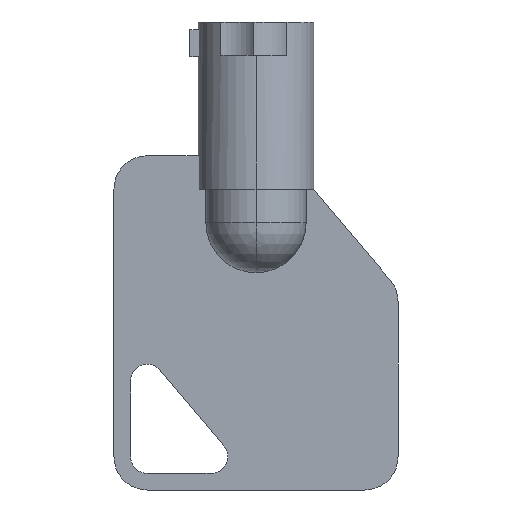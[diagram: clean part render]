
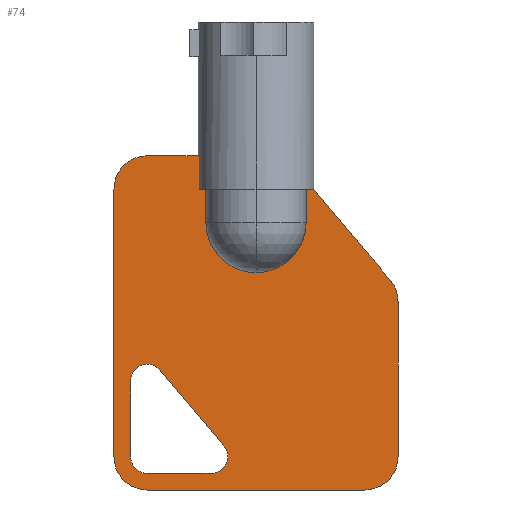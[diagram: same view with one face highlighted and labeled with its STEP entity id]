
A CAD part, front view. The second image highlights one B-rep face of the part: STEP entity #74.
In plain terms, the highlighted planar face has unit normal (0, -1, 0).
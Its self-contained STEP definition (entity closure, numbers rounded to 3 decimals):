
#74=ADVANCED_FACE('',(#162,#163),#164,.F.);
#162=FACE_OUTER_BOUND('',#279,.T.);
#163=FACE_BOUND('',#280,.T.);
#164=PLANE('',#281);
#279=EDGE_LOOP('',(#572,#573,#574,#575,#576,#577,#578,#579,#580,#581,#582,#583,#584,#585,#586,#587));
#280=EDGE_LOOP('',(#588,#589,#590,#591,#592,#593));
#281=AXIS2_PLACEMENT_3D('',#594,#595,#596);
#572=ORIENTED_EDGE('',*,*,#892,.F.);
#573=ORIENTED_EDGE('',*,*,#893,.T.);
#574=ORIENTED_EDGE('',*,*,#894,.F.);
#575=ORIENTED_EDGE('',*,*,#880,.T.);
#576=ORIENTED_EDGE('',*,*,#858,.F.);
#577=ORIENTED_EDGE('',*,*,#895,.F.);
#578=ORIENTED_EDGE('',*,*,#896,.T.);
#579=ORIENTED_EDGE('',*,*,#897,.F.);
#580=ORIENTED_EDGE('',*,*,#898,.T.);
#581=ORIENTED_EDGE('',*,*,#899,.F.);
#582=ORIENTED_EDGE('',*,*,#900,.T.);
#583=ORIENTED_EDGE('',*,*,#901,.F.);
#584=ORIENTED_EDGE('',*,*,#902,.T.);
#585=ORIENTED_EDGE('',*,*,#903,.F.);
#586=ORIENTED_EDGE('',*,*,#904,.F.);
#587=ORIENTED_EDGE('',*,*,#885,.T.);
#588=ORIENTED_EDGE('',*,*,#905,.F.);
#589=ORIENTED_EDGE('',*,*,#906,.T.);
#590=ORIENTED_EDGE('',*,*,#907,.F.);
#591=ORIENTED_EDGE('',*,*,#908,.T.);
#592=ORIENTED_EDGE('',*,*,#909,.T.);
#593=ORIENTED_EDGE('',*,*,#910,.T.);
#594=CARTESIAN_POINT('',(0.0,-0.6,0.0));
#595=DIRECTION('',(-0.0,1.0,0.0));
#596=DIRECTION('',(1.0,0.0,0.0));
#858=EDGE_CURVE('',#1045,#1047,#1048,.T.);
#880=EDGE_CURVE('',#1082,#1047,#1083,.T.);
#885=EDGE_CURVE('',#1017,#1090,#1092,.T.);
#892=EDGE_CURVE('',#1102,#1090,#1103,.T.);
#893=EDGE_CURVE('',#1102,#1104,#1105,.T.);
#894=EDGE_CURVE('',#1082,#1104,#1106,.T.);
#895=EDGE_CURVE('',#1107,#1045,#1108,.T.);
#896=EDGE_CURVE('',#1107,#1109,#1110,.T.);
#897=EDGE_CURVE('',#1111,#1109,#1112,.T.);
#898=EDGE_CURVE('',#1111,#1113,#1114,.T.);
#899=EDGE_CURVE('',#1115,#1113,#1116,.T.);
#900=EDGE_CURVE('',#1115,#1117,#1118,.T.);
#901=EDGE_CURVE('',#1119,#1117,#1120,.T.);
#902=EDGE_CURVE('',#1119,#1121,#1122,.T.);
#903=EDGE_CURVE('',#1123,#1121,#1124,.T.);
#904=EDGE_CURVE('',#1017,#1123,#1125,.T.);
#905=EDGE_CURVE('',#1126,#1127,#1128,.T.);
#906=EDGE_CURVE('',#1126,#1129,#1130,.T.);
#907=EDGE_CURVE('',#1131,#1129,#1132,.T.);
#908=EDGE_CURVE('',#1131,#1133,#1134,.T.);
#909=EDGE_CURVE('',#1133,#1135,#1136,.T.);
#910=EDGE_CURVE('',#1135,#1127,#1137,.T.);
#1017=VERTEX_POINT('',#1275);
#1045=VERTEX_POINT('',#1308);
#1047=VERTEX_POINT('',#1310);
#1048=LINE('',#1311,#1312);
#1082=VERTEX_POINT('',#1364);
#1083=LINE('',#1365,#1366);
#1090=VERTEX_POINT('',#1374);
#1092=LINE('',#1377,#1378);
#1102=VERTEX_POINT('',#1392);
#1103=LINE('',#1393,#1394);
#1104=VERTEX_POINT('',#1395);
#1105=CIRCLE('',#1396,3.0);
#1106=LINE('',#1397,#1398);
#1107=VERTEX_POINT('',#1399);
#1108=LINE('',#1400,#1401);
#1109=VERTEX_POINT('',#1402);
#1110=CIRCLE('',#1403,2.0);
#1111=VERTEX_POINT('',#1404);
#1112=LINE('',#1405,#1406);
#1113=VERTEX_POINT('',#1407);
#1114=CIRCLE('',#1408,2.0);
#1115=VERTEX_POINT('',#1409);
#1116=LINE('',#1410,#1411);
#1117=VERTEX_POINT('',#1412);
#1118=CIRCLE('',#1413,2.0);
#1119=VERTEX_POINT('',#1414);
#1120=LINE('',#1415,#1416);
#1121=VERTEX_POINT('',#1417);
#1122=CIRCLE('',#1418,2.0);
#1123=VERTEX_POINT('',#1419);
#1124=LINE('',#1420,#1421);
#1125=LINE('',#1422,#1423);
#1126=VERTEX_POINT('',#1424);
#1127=VERTEX_POINT('',#1425);
#1128=CIRCLE('',#1426,1.0);
#1129=VERTEX_POINT('',#1427);
#1130=LINE('',#1428,#1429);
#1131=VERTEX_POINT('',#1430);
#1132=CIRCLE('',#1431,1.0);
#1133=VERTEX_POINT('',#1432);
#1134=LINE('',#1433,#1434);
#1135=VERTEX_POINT('',#1435);
#1136=CIRCLE('',#1436,1.0);
#1137=LINE('',#1437,#1438);
#1275=CARTESIAN_POINT('',(3.397,-0.6,0.0));
#1308=CARTESIAN_POINT('',(-3.397,-0.6,2.0));
#1310=CARTESIAN_POINT('',(-3.397,-0.6,0.0));
#1311=CARTESIAN_POINT('',(-3.397,-0.6,2.0));
#1312=VECTOR('',#1662,2.0);
#1364=CARTESIAN_POINT('',(-3.0,-0.6,0.0));
#1365=CARTESIAN_POINT('',(-3.0,-0.6,0.0));
#1366=VECTOR('',#1690,0.397);
#1374=CARTESIAN_POINT('',(3.0,-0.6,0.0));
#1377=CARTESIAN_POINT('',(3.397,-0.6,0.0));
#1378=VECTOR('',#1699,0.397);
#1392=CARTESIAN_POINT('',(3.0,-0.6,-2.0));
#1393=CARTESIAN_POINT('',(3.0,-0.6,-2.0));
#1394=VECTOR('',#1710,2.0);
#1395=CARTESIAN_POINT('',(-3.0,-0.6,-2.0));
#1396=AXIS2_PLACEMENT_3D('',#1711,#1712,#1713);
#1397=CARTESIAN_POINT('',(-3.0,-0.6,0.0));
#1398=VECTOR('',#1714,2.0);
#1399=CARTESIAN_POINT('',(-6.5,-0.6,2.0));
#1400=CARTESIAN_POINT('',(-6.5,-0.6,2.0));
#1401=VECTOR('',#1715,3.103);
#1402=CARTESIAN_POINT('',(-8.5,-0.6,0.0));
#1403=AXIS2_PLACEMENT_3D('',#1716,#1717,#1718);
#1404=CARTESIAN_POINT('',(-8.5,-0.6,-16.0));
#1405=CARTESIAN_POINT('',(-8.5,-0.6,-16.0));
#1406=VECTOR('',#1719,16.0);
#1407=CARTESIAN_POINT('',(-6.5,-0.6,-18.0));
#1408=AXIS2_PLACEMENT_3D('',#1720,#1721,#1722);
#1409=CARTESIAN_POINT('',(6.5,-0.6,-18.0));
#1410=CARTESIAN_POINT('',(6.5,-0.6,-18.0));
#1411=VECTOR('',#1723,13.0);
#1412=CARTESIAN_POINT('',(8.5,-0.6,-16.0));
#1413=AXIS2_PLACEMENT_3D('',#1724,#1725,#1726);
#1414=CARTESIAN_POINT('',(8.5,-0.6,-6.73));
#1415=CARTESIAN_POINT('',(8.5,-0.6,-6.73));
#1416=VECTOR('',#1727,9.27);
#1417=CARTESIAN_POINT('',(8.03,-0.6,-5.442));
#1418=AXIS2_PLACEMENT_3D('',#1728,#1729,#1730);
#1419=CARTESIAN_POINT('',(3.45,-0.6,0.0));
#1420=CARTESIAN_POINT('',(3.45,-0.6,0.0));
#1421=VECTOR('',#1731,7.113);
#1422=CARTESIAN_POINT('',(3.397,-0.6,0.0));
#1423=VECTOR('',#1732,0.053);
#1424=CARTESIAN_POINT('',(-5.735,-0.6,-10.828));
#1425=CARTESIAN_POINT('',(-7.5,-0.6,-11.472));
#1426=AXIS2_PLACEMENT_3D('',#1733,#1734,#1735);
#1427=CARTESIAN_POINT('',(-1.924,-0.6,-15.356));
#1428=CARTESIAN_POINT('',(-5.735,-0.6,-10.828));
#1429=VECTOR('',#1736,5.918);
#1430=CARTESIAN_POINT('',(-2.689,-0.6,-17.0));
#1431=AXIS2_PLACEMENT_3D('',#1737,#1738,#1739);
#1432=CARTESIAN_POINT('',(-6.5,-0.6,-17.0));
#1433=CARTESIAN_POINT('',(-2.689,-0.6,-17.0));
#1434=VECTOR('',#1740,3.811);
#1435=CARTESIAN_POINT('',(-7.5,-0.6,-16.0));
#1436=AXIS2_PLACEMENT_3D('',#1741,#1742,#1743);
#1437=CARTESIAN_POINT('',(-7.5,-0.6,-16.0));
#1438=VECTOR('',#1744,4.528);
#1662=DIRECTION('',(0.0,0.0,-1.0));
#1690=DIRECTION('',(-1.0,0.0,0.0));
#1699=DIRECTION('',(-1.0,0.0,0.0));
#1710=DIRECTION('',(0.0,0.0,1.0));
#1711=CARTESIAN_POINT('',(0.0,-0.6,-2.0));
#1712=DIRECTION('',(-0.0,1.0,0.0));
#1713=DIRECTION('',(1.0,0.0,0.0));
#1714=DIRECTION('',(0.0,0.0,-1.0));
#1715=DIRECTION('',(1.0,0.0,0.0));
#1716=CARTESIAN_POINT('',(-6.5,-0.6,0.0));
#1717=DIRECTION('',(0.0,-1.0,0.0));
#1718=DIRECTION('',(0.0,0.0,1.0));
#1719=DIRECTION('',(0.0,0.0,1.0));
#1720=CARTESIAN_POINT('',(-6.5,-0.6,-16.0));
#1721=DIRECTION('',(0.0,-1.0,0.0));
#1722=DIRECTION('',(-1.0,0.0,0.0));
#1723=DIRECTION('',(-1.0,0.0,0.0));
#1724=CARTESIAN_POINT('',(6.5,-0.6,-16.0));
#1725=DIRECTION('',(0.0,-1.0,0.0));
#1726=DIRECTION('',(0.0,0.0,-1.0));
#1727=DIRECTION('',(0.0,0.0,-1.0));
#1728=CARTESIAN_POINT('',(6.5,-0.6,-6.73));
#1729=DIRECTION('',(0.0,-1.0,0.0));
#1730=DIRECTION('',(1.0,0.0,0.0));
#1731=DIRECTION('',(0.644,0.0,-0.765));
#1732=DIRECTION('',(1.0,0.0,0.0));
#1733=CARTESIAN_POINT('',(-6.5,-0.6,-11.472));
#1734=DIRECTION('',(0.0,-1.0,0.0));
#1735=DIRECTION('',(0.765,0.0,0.644));
#1736=DIRECTION('',(0.644,0.0,-0.765));
#1737=CARTESIAN_POINT('',(-2.689,-0.6,-16.0));
#1738=DIRECTION('',(0.0,-1.0,0.0));
#1739=DIRECTION('',(0.0,0.0,-1.0));
#1740=DIRECTION('',(-1.0,0.0,0.0));
#1741=CARTESIAN_POINT('',(-6.5,-0.6,-16.0));
#1742=DIRECTION('',(0.0,1.0,0.0));
#1743=DIRECTION('',(0.0,0.0,-1.0));
#1744=DIRECTION('',(0.0,0.0,1.0));
